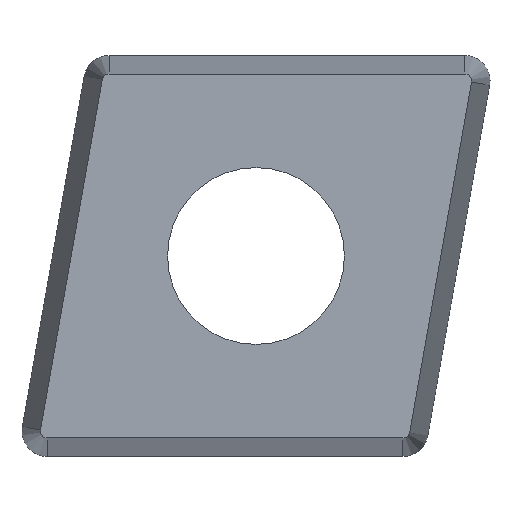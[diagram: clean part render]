
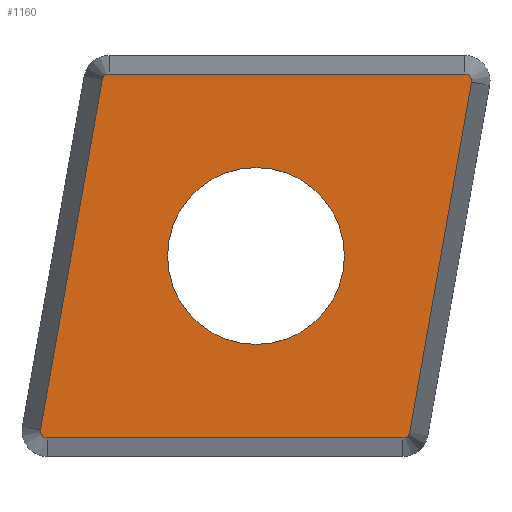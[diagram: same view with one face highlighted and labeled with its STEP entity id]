
A CAD part, front view. The second image highlights one B-rep face of the part: STEP entity #1160.
In plain terms, the highlighted planar face has unit normal (0, -1, 0).
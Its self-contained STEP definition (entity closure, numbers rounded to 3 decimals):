
#6 = AXIS2_PLACEMENT_3D ( 'NONE', #400, #508, #623 ) ;
#17 = CARTESIAN_POINT ( 'NONE',  ( 3.307, -2.38, 2.883 ) ) ;
#23 = ORIENTED_EDGE ( 'NONE', *, *, #346, .F. ) ;
#44 = CIRCLE ( 'NONE', #851, 0.108 ) ;
#55 = EDGE_LOOP ( 'NONE', ( #765 ) ) ;
#72 = VECTOR ( 'NONE', #470, 1000. ) ;
#73 = AXIS2_PLACEMENT_3D ( 'NONE', #1356, #251, #793 ) ;
#82 = DIRECTION ( 'NONE',  ( 0., 1., 0. ) ) ;
#86 = DIRECTION ( 'NONE',  ( 0., 0., -1. ) ) ;
#102 = CARTESIAN_POINT ( 'NONE',  ( -3.413, -2.38, -2.756 ) ) ;
#149 = PLANE ( 'NONE',  #1061 ) ;
#155 = DIRECTION ( 'NONE',  ( 0., 0., -1. ) ) ;
#238 = VERTEX_POINT ( 'NONE', #636 ) ;
#248 = EDGE_CURVE ( 'NONE', #1144, #321, #44, .T. ) ;
#251 = DIRECTION ( 'NONE',  ( 0., 1., 0. ) ) ;
#272 = VECTOR ( 'NONE', #302, 1000. ) ;
#294 = CARTESIAN_POINT ( 'NONE',  ( -2.329, -2.38, 2.883 ) ) ;
#302 = DIRECTION ( 'NONE',  ( 1., 0., 0. ) ) ;
#321 = VERTEX_POINT ( 'NONE', #1112 ) ;
#346 = EDGE_CURVE ( 'NONE', #1428, #1144, #465, .T. ) ;
#356 = CARTESIAN_POINT ( 'NONE',  ( -3.413, -2.38, -2.756 ) ) ;
#400 = CARTESIAN_POINT ( 'NONE',  ( -2.329, -2.38, 2.775 ) ) ;
#431 = DIRECTION ( 'NONE',  ( 0., 0., -1. ) ) ;
#432 = AXIS2_PLACEMENT_3D ( 'NONE', #846, #82, #431 ) ;
#434 = CARTESIAN_POINT ( 'NONE',  ( -2.435, -2.38, 2.794 ) ) ;
#455 = ORIENTED_EDGE ( 'NONE', *, *, #1409, .F. ) ;
#457 = CARTESIAN_POINT ( 'NONE',  ( 2.435, -2.38, -2.794 ) ) ;
#465 = LINE ( 'NONE', #1340, #758 ) ;
#470 = DIRECTION ( 'NONE',  ( 0.174, 0., 0.985 ) ) ;
#473 = DIRECTION ( 'NONE',  ( 0., 0., 1. ) ) ;
#476 = EDGE_LOOP ( 'NONE', ( #718, #790, #1022, #1059, #1111, #23, #455, #532 ) ) ;
#485 = DIRECTION ( 'NONE',  ( 0., -1., 0. ) ) ;
#508 = DIRECTION ( 'NONE',  ( 0., 1., 0. ) ) ;
#510 = DIRECTION ( 'NONE',  ( 0., 1., 0. ) ) ;
#532 = ORIENTED_EDGE ( 'NONE', *, *, #820, .F. ) ;
#548 = DIRECTION ( 'NONE',  ( 0., 1., 0. ) ) ;
#611 = CARTESIAN_POINT ( 'NONE',  ( 0., -2.38, 0. ) ) ;
#623 = DIRECTION ( 'NONE',  ( 0., 0., -1. ) ) ;
#636 = CARTESIAN_POINT ( 'NONE',  ( -3.307, -2.38, -2.883 ) ) ;
#700 = CIRCLE ( 'NONE', #73, 0.108 ) ;
#718 = ORIENTED_EDGE ( 'NONE', *, *, #1250, .F. ) ;
#732 = LINE ( 'NONE', #848, #272 ) ;
#758 = VECTOR ( 'NONE', #1102, 1000. ) ;
#762 = EDGE_CURVE ( 'NONE', #1380, #1380, #1094, .T. ) ;
#765 = ORIENTED_EDGE ( 'NONE', *, *, #762, .T. ) ;
#790 = ORIENTED_EDGE ( 'NONE', *, *, #1101, .F. ) ;
#791 = EDGE_CURVE ( 'NONE', #321, #238, #904, .T. ) ;
#793 = DIRECTION ( 'NONE',  ( 0., 0., -1. ) ) ;
#812 = VECTOR ( 'NONE', #840, 1000. ) ;
#818 = CARTESIAN_POINT ( 'NONE',  ( -2.329, -2.38, 2.775 ) ) ;
#820 = EDGE_CURVE ( 'NONE', #1366, #1089, #732, .T. ) ;
#840 = DIRECTION ( 'NONE',  ( -1., 0., 0. ) ) ;
#846 = CARTESIAN_POINT ( 'NONE',  ( 3.307, -2.38, 2.775 ) ) ;
#848 = CARTESIAN_POINT ( 'NONE',  ( -2.329, -2.38, 2.883 ) ) ;
#851 = AXIS2_PLACEMENT_3D ( 'NONE', #1085, #548, #86 ) ;
#882 = LINE ( 'NONE', #356, #72 ) ;
#904 = LINE ( 'NONE', #1276, #812 ) ;
#912 = FACE_BOUND ( 'NONE', #55, .T. ) ;
#946 = CARTESIAN_POINT ( 'NONE',  ( 3.413, -2.38, 2.756 ) ) ;
#964 = VERTEX_POINT ( 'NONE', #102 ) ;
#1022 = ORIENTED_EDGE ( 'NONE', *, *, #1058, .F. ) ;
#1041 = VERTEX_POINT ( 'NONE', #434 ) ;
#1058 = EDGE_CURVE ( 'NONE', #238, #964, #700, .T. ) ;
#1059 = ORIENTED_EDGE ( 'NONE', *, *, #791, .F. ) ;
#1061 = AXIS2_PLACEMENT_3D ( 'NONE', #818, #485, #155 ) ;
#1070 = CARTESIAN_POINT ( 'NONE',  ( 0., -2.38, 1.4 ) ) ;
#1085 = CARTESIAN_POINT ( 'NONE',  ( 2.329, -2.38, -2.775 ) ) ;
#1089 = VERTEX_POINT ( 'NONE', #17 ) ;
#1094 = CIRCLE ( 'NONE', #1137, 1.4 ) ;
#1101 = EDGE_CURVE ( 'NONE', #964, #1041, #882, .T. ) ;
#1102 = DIRECTION ( 'NONE',  ( -0.174, 0., -0.985 ) ) ;
#1111 = ORIENTED_EDGE ( 'NONE', *, *, #248, .F. ) ;
#1112 = CARTESIAN_POINT ( 'NONE',  ( 2.329, -2.38, -2.883 ) ) ;
#1128 = CIRCLE ( 'NONE', #6, 0.108 ) ;
#1137 = AXIS2_PLACEMENT_3D ( 'NONE', #611, #510, #473 ) ;
#1144 = VERTEX_POINT ( 'NONE', #457 ) ;
#1160 = ADVANCED_FACE ( 'NONE', ( #912, #1273 ), #149, .T. ) ;
#1250 = EDGE_CURVE ( 'NONE', #1041, #1366, #1128, .T. ) ;
#1273 = FACE_OUTER_BOUND ( 'NONE', #476, .T. ) ;
#1276 = CARTESIAN_POINT ( 'NONE',  ( 2.329, -2.38, -2.883 ) ) ;
#1312 = CIRCLE ( 'NONE', #432, 0.108 ) ;
#1340 = CARTESIAN_POINT ( 'NONE',  ( 3.413, -2.38, 2.756 ) ) ;
#1356 = CARTESIAN_POINT ( 'NONE',  ( -3.307, -2.38, -2.775 ) ) ;
#1366 = VERTEX_POINT ( 'NONE', #294 ) ;
#1380 = VERTEX_POINT ( 'NONE', #1070 ) ;
#1409 = EDGE_CURVE ( 'NONE', #1089, #1428, #1312, .T. ) ;
#1428 = VERTEX_POINT ( 'NONE', #946 ) ;
